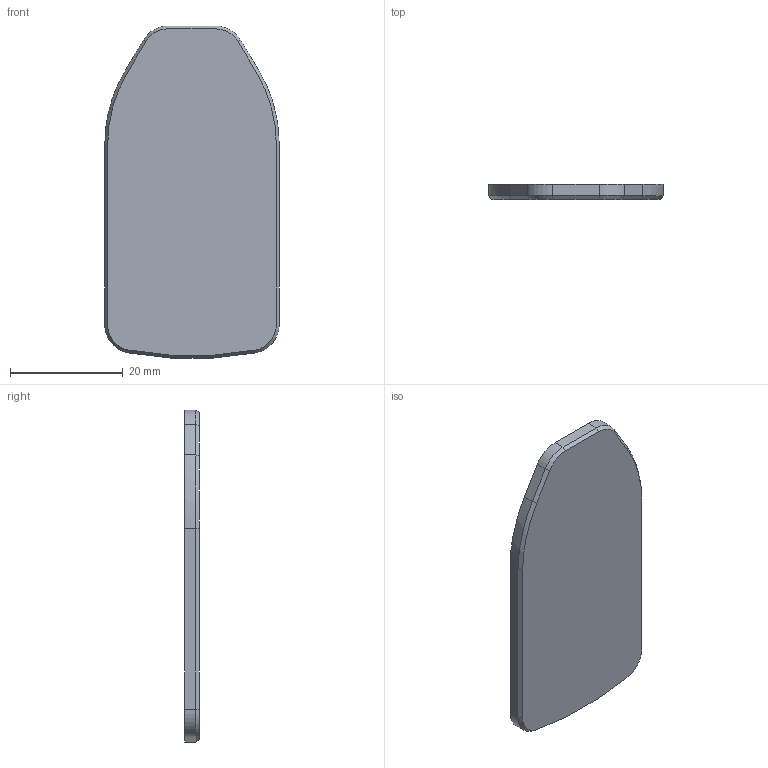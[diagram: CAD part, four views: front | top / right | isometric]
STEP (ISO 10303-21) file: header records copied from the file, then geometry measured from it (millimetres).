
FILE_DESCRIPTION(/* description */ (''),/* implementation_level */ '2;1');
FILE_NAME(/* name */ 'cover-down.step',/* time_stamp */ '2020-08-31T22:14:53-07:00',/* author */ (''),/* organization */ (''),/* preprocessor_version */ 'ST-DEVELOPER v18.1',/* originating_system */ 'Autodesk Translation Framework v9.3.0.1241',/* authorisation */ '');
FILE_SCHEMA (('AUTOMOTIVE_DESIGN { 1 0 10303 214 3 1 1 }'));
Length unit declared in the file: millimetre
Products named in the file (1): cover-down
Bounding box: 30.9 x 2.64 x 58.82 mm (x, y, z)
Volume: 2383.9 mm3; surface area: 3903.3 mm2
Topology: 1 solids, 1 shells, 39 faces, 102 edges, 66 vertices
Faces by surface type: plane 18, cylinder 12, bspline 9
Entity records: 1361 total; most frequent: CARTESIAN_POINT 388, ORIENTED_EDGE 204, DIRECTION 183, EDGE_CURVE 102, VERTEX_POINT 66, LINE 61, VECTOR 61, AXIS2_PLACEMENT_3D 61
